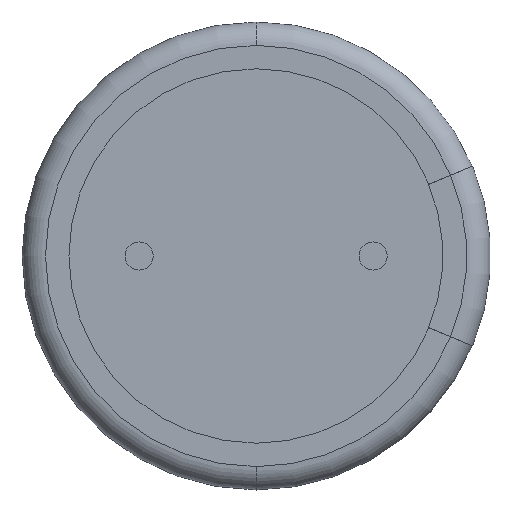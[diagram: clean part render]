
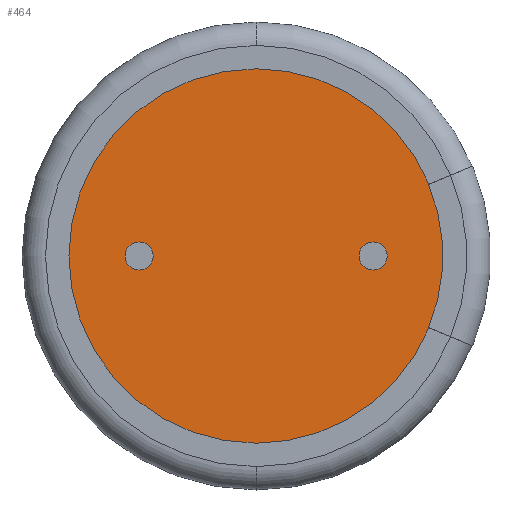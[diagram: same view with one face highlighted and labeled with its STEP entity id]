
A CAD part, front view. The second image highlights one B-rep face of the part: STEP entity #464.
In plain terms, the highlighted planar face has unit normal (0, -1, 0).
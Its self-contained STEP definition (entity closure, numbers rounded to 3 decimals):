
#9 = CIRCLE ( 'NONE', #304, 4. ) ;
#25 = CIRCLE ( 'NONE', #78, 4. ) ;
#74 = VECTOR ( 'NONE', #1048, 1000. ) ;
#78 = AXIS2_PLACEMENT_3D ( 'NONE', #975, #2157, #1153 ) ;
#89 = CARTESIAN_POINT ( 'NONE',  ( -2.5, 0.3, -0.3 ) ) ;
#108 = AXIS2_PLACEMENT_3D ( 'NONE', #499, #1706, #680 ) ;
#109 = DIRECTION ( 'NONE',  ( 0., 0., -1. ) ) ;
#136 = DIRECTION ( 'NONE',  ( 0., 0., -1. ) ) ;
#199 = CARTESIAN_POINT ( 'NONE',  ( 3.686, 0.3, -1.531 ) ) ;
#223 = ORIENTED_EDGE ( 'NONE', *, *, #1426, .F. ) ;
#240 = AXIS2_PLACEMENT_3D ( 'NONE', #408, #1618, #581 ) ;
#273 = VERTEX_POINT ( 'NONE', #519 ) ;
#300 = EDGE_CURVE ( 'NONE', #702, #537, #579, .T. ) ;
#304 = AXIS2_PLACEMENT_3D ( 'NONE', #552, #1763, #733 ) ;
#330 = ORIENTED_EDGE ( 'NONE', *, *, #827, .F. ) ;
#377 = VERTEX_POINT ( 'NONE', #1197 ) ;
#408 = CARTESIAN_POINT ( 'NONE',  ( 2.5, 0.3, 0. ) ) ;
#459 = CARTESIAN_POINT ( 'NONE',  ( -0.001, 0.3, 0.004 ) ) ;
#464 = ADVANCED_FACE ( 'NONE', ( #1883, #1443, #979 ), #2068, .T. ) ;
#472 = VERTEX_POINT ( 'NONE', #1241 ) ;
#481 = VERTEX_POINT ( 'NONE', #199 ) ;
#482 = DIRECTION ( 'NONE',  ( 0., -1., 0. ) ) ;
#499 = CARTESIAN_POINT ( 'NONE',  ( 0., 0.3, 0. ) ) ;
#519 = CARTESIAN_POINT ( 'NONE',  ( 3.694, 0.3, -1.534 ) ) ;
#537 = VERTEX_POINT ( 'NONE', #1930 ) ;
#546 = AXIS2_PLACEMENT_3D ( 'NONE', #2193, #1184, #136 ) ;
#552 = CARTESIAN_POINT ( 'NONE',  ( 0., 0.3, 0. ) ) ;
#579 = CIRCLE ( 'NONE', #546, 0.3 ) ;
#581 = DIRECTION ( 'NONE',  ( 0., 0., 1. ) ) ;
#631 = DIRECTION ( 'NONE',  ( -0.924, 0., -0.383 ) ) ;
#680 = DIRECTION ( 'NONE',  ( 0., 0., -1. ) ) ;
#691 = CARTESIAN_POINT ( 'NONE',  ( -2.5, 0.3, 0. ) ) ;
#702 = VERTEX_POINT ( 'NONE', #89 ) ;
#733 = DIRECTION ( 'NONE',  ( 0., 0., -1. ) ) ;
#774 = VERTEX_POINT ( 'NONE', #1833 ) ;
#823 = CIRCLE ( 'NONE', #1496, 0.3 ) ;
#827 = EDGE_CURVE ( 'NONE', #377, #865, #823, .T. ) ;
#842 = EDGE_LOOP ( 'NONE', ( #1323, #330 ) ) ;
#865 = VERTEX_POINT ( 'NONE', #2180 ) ;
#870 = DIRECTION ( 'NONE',  ( 0., 0., -1. ) ) ;
#894 = CIRCLE ( 'NONE', #1100, 0.3 ) ;
#897 = CARTESIAN_POINT ( 'NONE',  ( 0., 0.3, 0. ) ) ;
#922 = ORIENTED_EDGE ( 'NONE', *, *, #1480, .F. ) ;
#961 = CARTESIAN_POINT ( 'NONE',  ( 3.694, 0.3, 1.534 ) ) ;
#975 = CARTESIAN_POINT ( 'NONE',  ( -0.01, 0.3, 0. ) ) ;
#979 = FACE_BOUND ( 'NONE', #842, .T. ) ;
#1015 = ORIENTED_EDGE ( 'NONE', *, *, #1266, .T. ) ;
#1024 = CIRCLE ( 'NONE', #108, 4. ) ;
#1030 = ORIENTED_EDGE ( 'NONE', *, *, #2212, .T. ) ;
#1048 = DIRECTION ( 'NONE',  ( -0.924, 0., 0.383 ) ) ;
#1068 = DIRECTION ( 'NONE',  ( 0., 0., -1. ) ) ;
#1074 = AXIS2_PLACEMENT_3D ( 'NONE', #897, #2073, #1068 ) ;
#1083 = EDGE_CURVE ( 'NONE', #865, #377, #1875, .T. ) ;
#1100 = AXIS2_PLACEMENT_3D ( 'NONE', #691, #1881, #870 ) ;
#1106 = CARTESIAN_POINT ( 'NONE',  ( 3.686, 0.3, 1.531 ) ) ;
#1132 = VERTEX_POINT ( 'NONE', #1106 ) ;
#1153 = DIRECTION ( 'NONE',  ( 0., 0., -1. ) ) ;
#1160 = DIRECTION ( 'NONE',  ( 0., -1., 0. ) ) ;
#1184 = DIRECTION ( 'NONE',  ( 0., -1., 0. ) ) ;
#1197 = CARTESIAN_POINT ( 'NONE',  ( 2.5, 0.3, -0.3 ) ) ;
#1213 = VERTEX_POINT ( 'NONE', #961 ) ;
#1241 = CARTESIAN_POINT ( 'NONE',  ( 0., 0.3, 4. ) ) ;
#1266 = EDGE_CURVE ( 'NONE', #481, #1132, #25, .T. ) ;
#1323 = ORIENTED_EDGE ( 'NONE', *, *, #1083, .F. ) ;
#1353 = EDGE_LOOP ( 'NONE', ( #223, #1411 ) ) ;
#1394 = AXIS2_PLACEMENT_3D ( 'NONE', #2165, #1160, #109 ) ;
#1400 = CARTESIAN_POINT ( 'NONE',  ( -0.001, 0.3, -0.004 ) ) ;
#1411 = ORIENTED_EDGE ( 'NONE', *, *, #300, .F. ) ;
#1426 = EDGE_CURVE ( 'NONE', #537, #702, #894, .T. ) ;
#1443 = FACE_BOUND ( 'NONE', #1353, .T. ) ;
#1480 = EDGE_CURVE ( 'NONE', #1213, #1132, #2075, .T. ) ;
#1494 = EDGE_CURVE ( 'NONE', #1213, #472, #1024, .T. ) ;
#1496 = AXIS2_PLACEMENT_3D ( 'NONE', #1515, #482, #1686 ) ;
#1515 = CARTESIAN_POINT ( 'NONE',  ( 2.5, 0.3, 0. ) ) ;
#1527 = CIRCLE ( 'NONE', #1394, 4. ) ;
#1618 = DIRECTION ( 'NONE',  ( 0., -1., 0. ) ) ;
#1637 = VECTOR ( 'NONE', #631, 1000. ) ;
#1679 = EDGE_CURVE ( 'NONE', #472, #774, #9, .T. ) ;
#1686 = DIRECTION ( 'NONE',  ( 0., 0., 1. ) ) ;
#1706 = DIRECTION ( 'NONE',  ( 0., -1., 0. ) ) ;
#1751 = ORIENTED_EDGE ( 'NONE', *, *, #1679, .T. ) ;
#1763 = DIRECTION ( 'NONE',  ( 0., -1., 0. ) ) ;
#1829 = EDGE_LOOP ( 'NONE', ( #922, #2061, #1751, #2136, #1030, #1015 ) ) ;
#1833 = CARTESIAN_POINT ( 'NONE',  ( 0., 0.3, -4. ) ) ;
#1875 = CIRCLE ( 'NONE', #240, 0.3 ) ;
#1881 = DIRECTION ( 'NONE',  ( 0., -1., 0. ) ) ;
#1883 = FACE_OUTER_BOUND ( 'NONE', #1829, .T. ) ;
#1910 = LINE ( 'NONE', #1400, #74 ) ;
#1930 = CARTESIAN_POINT ( 'NONE',  ( -2.5, 0.3, 0.3 ) ) ;
#2055 = EDGE_CURVE ( 'NONE', #774, #273, #1527, .T. ) ;
#2061 = ORIENTED_EDGE ( 'NONE', *, *, #1494, .T. ) ;
#2068 = PLANE ( 'NONE',  #1074 ) ;
#2073 = DIRECTION ( 'NONE',  ( 0., -1., 0. ) ) ;
#2075 = LINE ( 'NONE', #459, #1637 ) ;
#2136 = ORIENTED_EDGE ( 'NONE', *, *, #2055, .T. ) ;
#2157 = DIRECTION ( 'NONE',  ( 0., -1., 0. ) ) ;
#2165 = CARTESIAN_POINT ( 'NONE',  ( 0., 0.3, 0. ) ) ;
#2180 = CARTESIAN_POINT ( 'NONE',  ( 2.5, 0.3, 0.3 ) ) ;
#2193 = CARTESIAN_POINT ( 'NONE',  ( -2.5, 0.3, 0. ) ) ;
#2212 = EDGE_CURVE ( 'NONE', #273, #481, #1910, .T. ) ;
